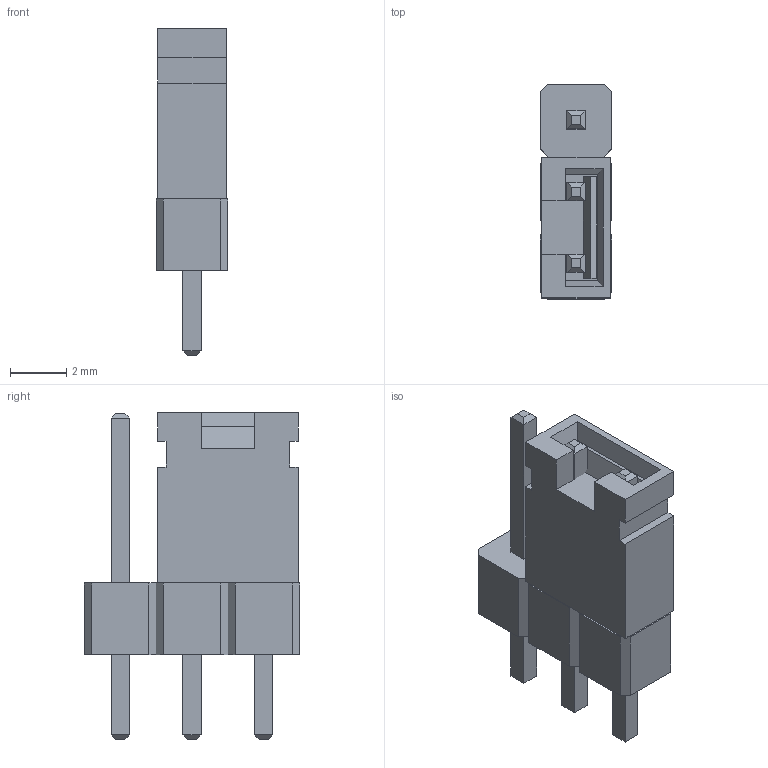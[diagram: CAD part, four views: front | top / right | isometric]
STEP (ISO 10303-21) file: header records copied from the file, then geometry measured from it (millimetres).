
FILE_DESCRIPTION(/* description */ ('','CAx-IF Rec.Pracs.---Representation and Presentation of Product Manufacturing Information (PMI)---4.0---2014-10-13'),/* implementation_level */ '2;1');
FILE_NAME(/* name */ 'pin_jumper_2.54mm.step',/* time_stamp */ '2025-11-18T07:54:05+01:00',/* author */ ('idomi'),/* organization */ (''),/* preprocessor_version */ 'ST-DEVELOPER v19.2',/* originating_system */ 'Autodesk Inventor 2024',/* authorisation */ '');
FILE_SCHEMA (('AP242_MANAGED_MODEL_BASED_3D_ENGINEERING_MIM_LF { 1 0 10303 442 1 1 4 }'));
Length unit declared in the file: millimetre
Products named in the file (3): pin_jumper_2.54mm; PinHeader_1x03_P254mm_Vertical; 26m5017_142270-1
Assembly tree (2 placements, depth 2):
  pin_jumper_2.54mm
    PinHeader_1x03_P254mm_Vertical
    26m5017_142270-1
Bounding box: 2.54 x 7.62 x 11.57 mm (x, y, z)
Volume: 120.8 mm3; surface area: 296 mm2
Topology: 2 solids, 2 shells, 132 faces, 321 edges, 202 vertices
Faces by surface type: plane 131, cylinder 1
Full cylindrical faces by diameter (mm): 1.02 x1
Entity records: 4124 total; most frequent: CARTESIAN_POINT 694, DIRECTION 653, ORIENTED_EDGE 642, EDGE_CURVE 321, LINE 315, VECTOR 315, VERTEX_POINT 202, AXIS2_PLACEMENT_3D 169
